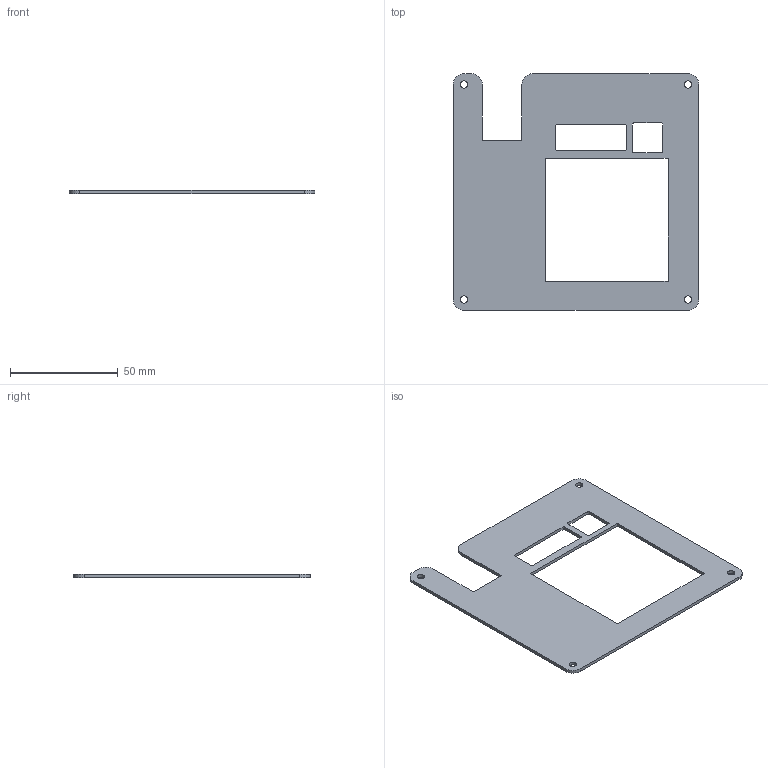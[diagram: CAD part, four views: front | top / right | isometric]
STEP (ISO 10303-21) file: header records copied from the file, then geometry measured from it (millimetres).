
FILE_DESCRIPTION(/* description */ (''),/* implementation_level */ '2;1');
FILE_NAME(/* name */ 'cover.step',/* time_stamp */ '2025-06-24T20:44:29+03:00',/* author */ (''),/* organization */ (''),/* preprocessor_version */ 'ST-DEVELOPER v20.1',/* originating_system */ 'Autodesk Translation Framework v14.10.0.0',/* authorisation */ '');
FILE_SCHEMA (('AUTOMOTIVE_DESIGN { 1 0 10303 214 3 1 1 }'));
Length unit declared in the file: millimetre
Products named in the file (1): macropad_top
Bounding box: 114.25 x 110 x 1.5 mm (x, y, z)
Volume: 12079.8 mm3; surface area: 17571.7 mm2
Topology: 1 solids, 1 shells, 361 faces, 1017 edges, 678 vertices
Faces by surface type: bspline 227, plane 120, cylinder 14
Full cylindrical faces by diameter (mm): 3.4 x4
Entity records: 13770 total; most frequent: CARTESIAN_POINT 5916, ORIENTED_EDGE 2034, EDGE_CURVE 1017, DIRECTION 861, VERTEX_POINT 678, LINE 535, VECTOR 535, B_SPLINE_CURVE_WITH_KNOTS 454
